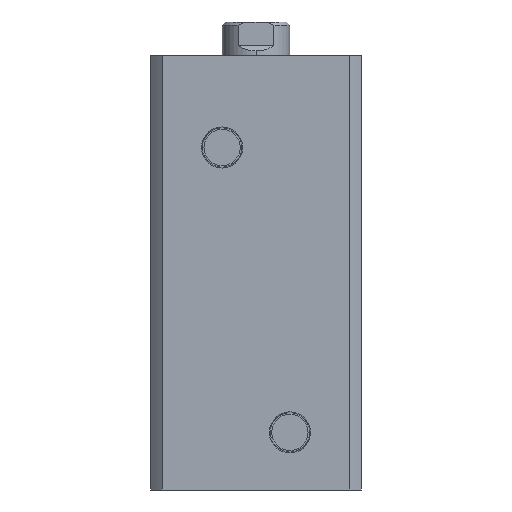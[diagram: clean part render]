
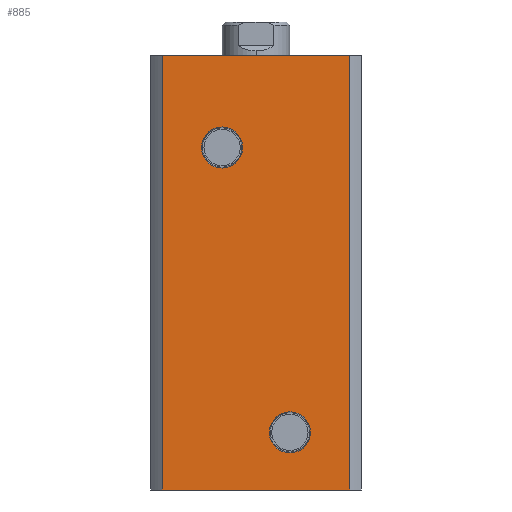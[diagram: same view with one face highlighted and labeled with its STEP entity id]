
A CAD part, left-side view. The second image highlights one B-rep face of the part: STEP entity #885.
In plain terms, the highlighted planar face has unit normal (-1, 0, 0).
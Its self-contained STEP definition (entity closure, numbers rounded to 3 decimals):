
#671 = DIRECTION ( 'NONE',  ( 0., 0., -1. ) ) ;
#675 = CARTESIAN_POINT ( 'NONE',  ( -31., 0., 128. ) ) ;
#676 = CARTESIAN_POINT ( 'NONE',  ( -31., 27.591, 128. ) ) ;
#681 = DIRECTION ( 'NONE',  ( 0., -1., 0. ) ) ;
#682 = CARTESIAN_POINT ( 'NONE',  ( -31., -27.591, 128. ) ) ;
#683 = DIRECTION ( 'NONE',  ( 0., 0., -1. ) ) ;
#684 = CARTESIAN_POINT ( 'NONE',  ( -31., 0., 0. ) ) ;
#685 = DIRECTION ( 'NONE',  ( 0., -1., 0. ) ) ;
#687 = CARTESIAN_POINT ( 'NONE',  ( -31., -10., 17. ) ) ;
#688 = DIRECTION ( 'NONE',  ( -1., 0., 0. ) ) ;
#689 = DIRECTION ( 'NONE',  ( 0., 0., 1. ) ) ;
#690 = CARTESIAN_POINT ( 'NONE',  ( -31., 10., 101. ) ) ;
#691 = DIRECTION ( 'NONE',  ( -1., 0., 0. ) ) ;
#692 = DIRECTION ( 'NONE',  ( 0., 0., 1. ) ) ;
#861 = CARTESIAN_POINT ( 'NONE',  ( -31., -10., 17. ) ) ;
#862 = DIRECTION ( 'NONE',  ( -1., 0., 0. ) ) ;
#863 = DIRECTION ( 'NONE',  ( 0., 0., 1. ) ) ;
#885 = ADVANCED_FACE ( 'NONE', ( #2483, #2486, #2481 ), #3419, .F. ) ;
#1138 = CARTESIAN_POINT ( 'NONE',  ( -31., 10., 107.06 ) ) ;
#1154 = CARTESIAN_POINT ( 'NONE',  ( -31., 10., 94.94 ) ) ;
#1159 = CARTESIAN_POINT ( 'NONE',  ( -31., -10., 10.94 ) ) ;
#1160 = CARTESIAN_POINT ( 'NONE',  ( -31., -10., 23.06 ) ) ;
#1255 = CARTESIAN_POINT ( 'NONE',  ( -31., 27.591, 128. ) ) ;
#1301 = CARTESIAN_POINT ( 'NONE',  ( -31., 27.591, 0. ) ) ;
#1302 = CARTESIAN_POINT ( 'NONE',  ( -31., -27.591, 0. ) ) ;
#1304 = CARTESIAN_POINT ( 'NONE',  ( -31., -27.591, 128. ) ) ;
#1545 = LINE ( 'NONE', #676, #1552 ) ;
#1550 = LINE ( 'NONE', #675, #1554 ) ;
#1551 = CIRCLE ( 'NONE', #2788, 6.06 ) ;
#1552 = VECTOR ( 'NONE', #671, 1000. ) ;
#1553 = LINE ( 'NONE', #682, #1556 ) ;
#1554 = VECTOR ( 'NONE', #681, 1000. ) ;
#1555 = LINE ( 'NONE', #684, #1558 ) ;
#1556 = VECTOR ( 'NONE', #683, 1000. ) ;
#1557 = CIRCLE ( 'NONE', #2787, 6.06 ) ;
#1558 = VECTOR ( 'NONE', #685, 1000. ) ;
#1653 = CIRCLE ( 'NONE', #2825, 6.06 ) ;
#1665 = CIRCLE ( 'NONE', #2829, 6.06 ) ;
#1974 = EDGE_LOOP ( 'NONE', ( #2223, #2222 ) ) ;
#1987 = EDGE_LOOP ( 'NONE', ( #2225, #2224 ) ) ;
#2013 = EDGE_LOOP ( 'NONE', ( #2219, #2218, #2217, #2216 ) ) ;
#2216 = ORIENTED_EDGE ( 'NONE', *, *, #2599, .T. ) ;
#2217 = ORIENTED_EDGE ( 'NONE', *, *, #2600, .F. ) ;
#2218 = ORIENTED_EDGE ( 'NONE', *, *, #2601, .F. ) ;
#2219 = ORIENTED_EDGE ( 'NONE', *, *, #2602, .T. ) ;
#2222 = ORIENTED_EDGE ( 'NONE', *, *, #2670, .F. ) ;
#2223 = ORIENTED_EDGE ( 'NONE', *, *, #2603, .F. ) ;
#2224 = ORIENTED_EDGE ( 'NONE', *, *, #2678, .F. ) ;
#2225 = ORIENTED_EDGE ( 'NONE', *, *, #2604, .F. ) ;
#2481 = FACE_OUTER_BOUND ( 'NONE', #2013, .T. ) ;
#2483 = FACE_BOUND ( 'NONE', #1987, .T. ) ;
#2486 = FACE_BOUND ( 'NONE', #1974, .T. ) ;
#2599 = EDGE_CURVE ( 'NONE', #3230, #3279, #1545, .T. ) ;
#2600 = EDGE_CURVE ( 'NONE', #3230, #3282, #1550, .T. ) ;
#2601 = EDGE_CURVE ( 'NONE', #3282, #3280, #1553, .T. ) ;
#2602 = EDGE_CURVE ( 'NONE', #3279, #3280, #1555, .T. ) ;
#2603 = EDGE_CURVE ( 'NONE', #3179, #3178, #1557, .T. ) ;
#2604 = EDGE_CURVE ( 'NONE', #3171, #3170, #1551, .T. ) ;
#2670 = EDGE_CURVE ( 'NONE', #3178, #3179, #1653, .T. ) ;
#2678 = EDGE_CURVE ( 'NONE', #3170, #3171, #1665, .T. ) ;
#2750 = AXIS2_PLACEMENT_3D ( 'NONE', #3426, #3432, #3417 ) ;
#2787 = AXIS2_PLACEMENT_3D ( 'NONE', #687, #688, #689 ) ;
#2788 = AXIS2_PLACEMENT_3D ( 'NONE', #690, #691, #692 ) ;
#2825 = AXIS2_PLACEMENT_3D ( 'NONE', #861, #862, #863 ) ;
#2829 = AXIS2_PLACEMENT_3D ( 'NONE', #3362, #3195, #3038 ) ;
#3038 = DIRECTION ( 'NONE',  ( 0., 0., 1. ) ) ;
#3170 = VERTEX_POINT ( 'NONE', #1154 ) ;
#3171 = VERTEX_POINT ( 'NONE', #1138 ) ;
#3178 = VERTEX_POINT ( 'NONE', #1159 ) ;
#3179 = VERTEX_POINT ( 'NONE', #1160 ) ;
#3195 = DIRECTION ( 'NONE',  ( -1., 0., 0. ) ) ;
#3230 = VERTEX_POINT ( 'NONE', #1255 ) ;
#3279 = VERTEX_POINT ( 'NONE', #1301 ) ;
#3280 = VERTEX_POINT ( 'NONE', #1302 ) ;
#3282 = VERTEX_POINT ( 'NONE', #1304 ) ;
#3362 = CARTESIAN_POINT ( 'NONE',  ( -31., 10., 101. ) ) ;
#3417 = DIRECTION ( 'NONE',  ( 0., 0., -1. ) ) ;
#3419 = PLANE ( 'NONE',  #2750 ) ;
#3426 = CARTESIAN_POINT ( 'NONE',  ( -31., 0., 128. ) ) ;
#3432 = DIRECTION ( 'NONE',  ( 1., 0., 0. ) ) ;
